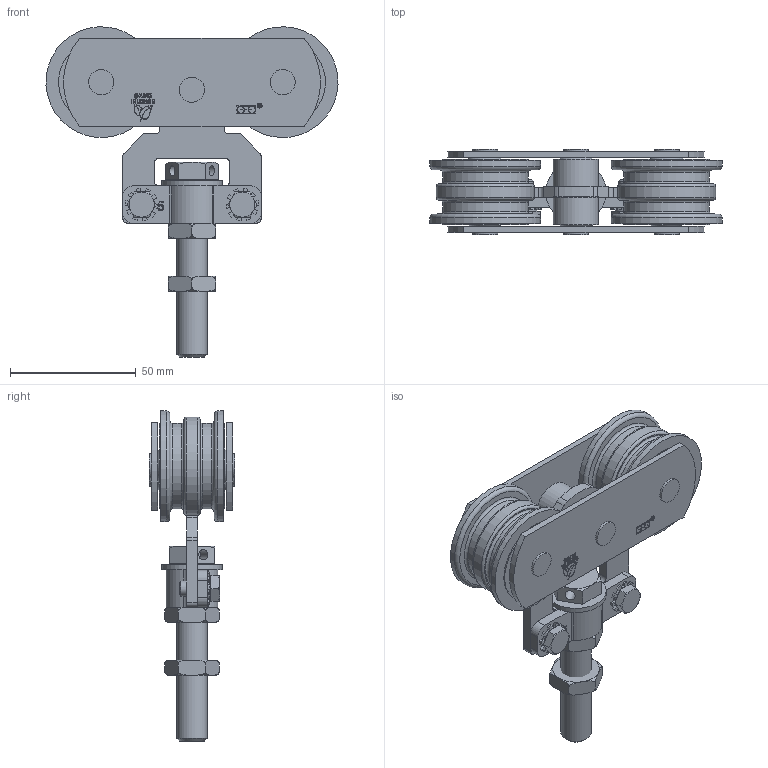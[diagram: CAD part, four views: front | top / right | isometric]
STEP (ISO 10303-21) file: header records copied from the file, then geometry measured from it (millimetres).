
FILE_DESCRIPTION(/* description */ (''),/* implementation_level */ '2;1');
FILE_NAME(/* name */ '0255A.stp',/* time_stamp */ '2023-09-26T15:48:45+02:00',/* author */ ('Didierr'),/* organization */ (''),/* preprocessor_version */ 'ST-DEVELOPER v18.1',/* originating_system */ 'Autodesk Inventor 2021',/* authorisation */ '');
FILE_SCHEMA (('CONFIG_CONTROL_DESIGN'));
Length unit declared in the file: millimetre
Products named in the file (16): 255A; 27731; 11002 MONT; 05045; 14991; 14991S-A; 15741; U04536; 06012; 04506; 04563; 09014; CAG5; 15018; 15657; AS606-A-NT
Assembly tree (31 placements, depth 3):
  255A
    27731  x2
    11002 MONT  x3
    05045  x2
    14991
    14991S-A
    15741
    U04536
    06012  x2
    04506  x2
      04563
      09014
    CAG5  x2
      15018
      15657
    AS606-A-NT  x2
Bounding box: 115.95 x 34.1 x 131.18 mm (x, y, z)
Volume: 105517.5 mm3; surface area: 69096.1 mm2
Topology: 39 solids, 39 shells, 1149 faces, 2992 edges, 1959 vertices
Faces by surface type: plane 511, bspline 292, cylinder 290, cone 36, torus 20
Full cylindrical faces by diameter (mm): 1.7 x2, 2 x2, 4.2 x3, 4.917 x2, 5 x18, 6 x2, 6.2 x2, 6.8 x2, 7.7 x6, 7.9 x6, 8.88 x2, 10 x6, 10.106 x2, 12 x1, 12.1 x1, 14 x5, 14.2 x3, 16.63 x1, 17.5 x2, 18 x2, 23.8 x2, 24 x1, 24.15 x2, 34 x8, 39 x2, 44 x4
Entity records: 21162 total; most frequent: CARTESIAN_POINT 5986, ORIENTED_EDGE 3244, DIRECTION 2649, EDGE_CURVE 1622, VERTEX_POINT 1064, LINE 893, VECTOR 893, AXIS2_PLACEMENT_3D 878
